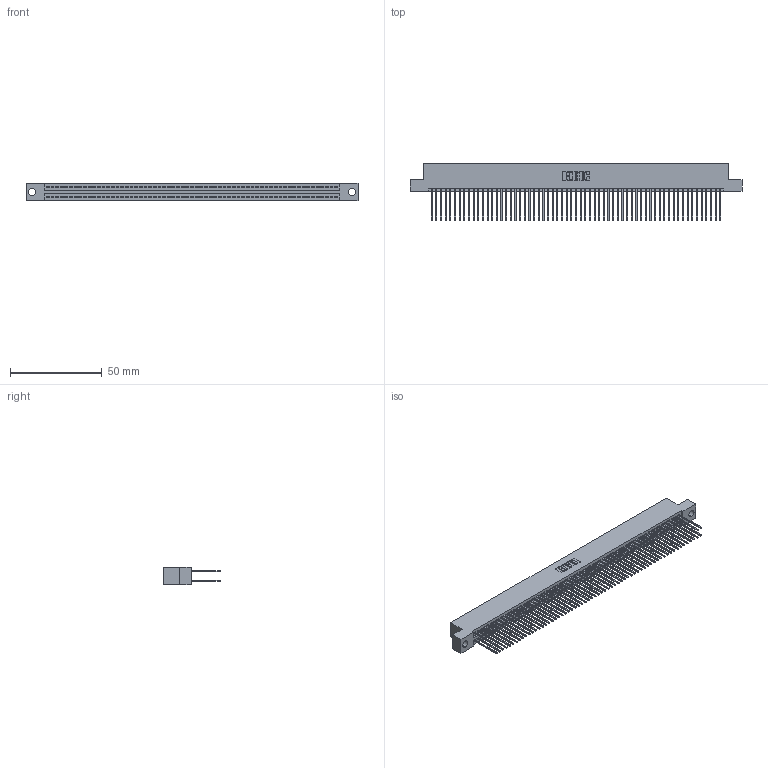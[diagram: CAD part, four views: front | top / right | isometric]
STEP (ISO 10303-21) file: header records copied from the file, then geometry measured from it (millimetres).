
FILE_DESCRIPTION (( 'STEP AP203' ), '1' );
FILE_NAME ('395-126-542-204.STEP', '2018-12-04T05:40:35', ( '' ), ( '' ), 'SwSTEP 2.0', 'SolidWorks 2016', '' );
FILE_SCHEMA (( 'CONFIG_CONTROL_DESIGN' ));
Length unit declared in the file: inch
Products named in the file (3): 345-292-001_345-293-142; 345 Part_Flush Mounting Lugs - 0.156 Dia-TH; 395-126-542-204
Assembly tree (127 placements, depth 2):
  395-126-542-204
    345 Part_Flush Mounting Lugs - 0.156 Dia-TH
    345-292-001_345-293-142  x126
Bounding box: 181.23 x 31.29 x 9.4 mm (x, y, z)
Volume: 18299.2 mm3; surface area: 30016.1 mm2
Topology: 127 solids, 127 shells, 6426 faces, 19115 edges, 12574 vertices
Faces by surface type: plane 4238, cylinder 2188
Entity records: 46625 total; most frequent: CARTESIAN_POINT 7796, ORIENTED_EDGE 7730, DIRECTION 6849, EDGE_CURVE 3865, VECTOR 3481, LINE 3481, VERTEX_POINT 2574, AXIS2_PLACEMENT_3D 1684
